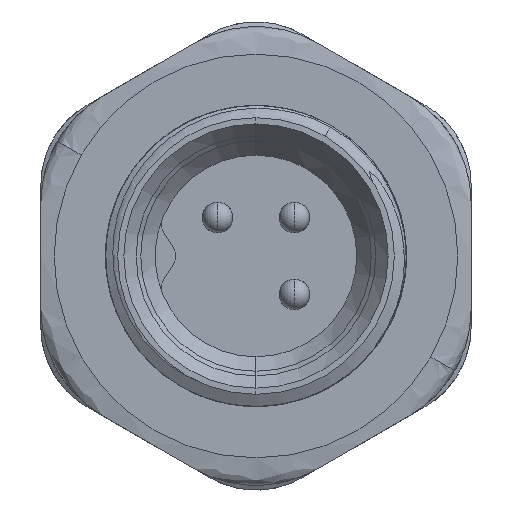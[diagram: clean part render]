
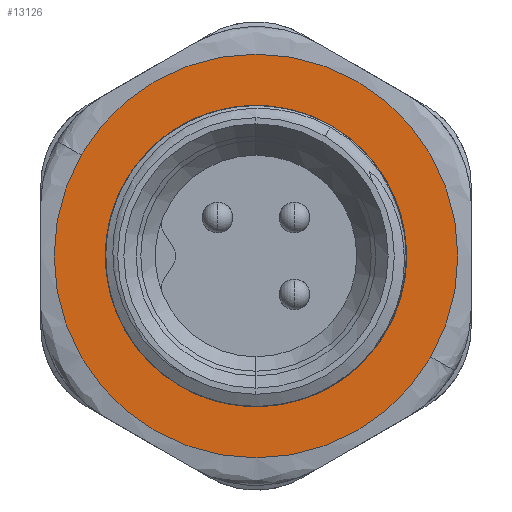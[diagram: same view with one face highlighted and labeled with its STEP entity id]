
A CAD part, left-side view. The second image highlights one B-rep face of the part: STEP entity #13126.
In plain terms, the highlighted planar face has unit normal (-1, 0, 0).
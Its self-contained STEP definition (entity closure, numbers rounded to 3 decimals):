
#25 = ORIENTED_EDGE ( 'NONE', *, *, #10651, .F. ) ;
#177 = DIRECTION ( 'NONE',  ( -1., 0., 0. ) ) ;
#272 = ORIENTED_EDGE ( 'NONE', *, *, #17448, .T. ) ;
#1143 = CARTESIAN_POINT ( 'NONE',  ( 4.24, 0., 0. ) ) ;
#1280 = DIRECTION ( 'NONE',  ( 0., 0., 1. ) ) ;
#2881 = FACE_OUTER_BOUND ( 'NONE', #20666, .T. ) ;
#3964 = CIRCLE ( 'NONE', #15111, 3.285 ) ;
#5288 = FACE_BOUND ( 'NONE', #16433, .T. ) ;
#6034 = AXIS2_PLACEMENT_3D ( 'NONE', #1143, #17877, #1280 ) ;
#6641 = ORIENTED_EDGE ( 'NONE', *, *, #10152, .T. ) ;
#6901 = EDGE_CURVE ( 'NONE', #24254, #13420, #21835, .T. ) ;
#6973 = DIRECTION ( 'NONE',  ( -1., 0., 0. ) ) ;
#8042 = DIRECTION ( 'NONE',  ( -1., 0., 0. ) ) ;
#8453 = DIRECTION ( 'NONE',  ( 0., 0., -1. ) ) ;
#8596 = CARTESIAN_POINT ( 'NONE',  ( 4.24, 0., 2.3 ) ) ;
#8609 = CIRCLE ( 'NONE', #12038, 2.3 ) ;
#8910 = ORIENTED_EDGE ( 'NONE', *, *, #6901, .F. ) ;
#9395 = DIRECTION ( 'NONE',  ( 0., 0., -1. ) ) ;
#10152 = EDGE_CURVE ( 'NONE', #24170, #17156, #16735, .T. ) ;
#10651 = EDGE_CURVE ( 'NONE', #13420, #24254, #8609, .T. ) ;
#10928 = CARTESIAN_POINT ( 'NONE',  ( 4.24, 0., -2.3 ) ) ;
#11909 = CARTESIAN_POINT ( 'NONE',  ( 4.24, 3.285, 0. ) ) ;
#12038 = AXIS2_PLACEMENT_3D ( 'NONE', #25346, #6973, #23334 ) ;
#13126 = ADVANCED_FACE ( 'NONE', ( #5288, #2881 ), #23510, .F. ) ;
#13292 = AXIS2_PLACEMENT_3D ( 'NONE', #23379, #17600, #9395 ) ;
#13420 = VERTEX_POINT ( 'NONE', #8596 ) ;
#13960 = CARTESIAN_POINT ( 'NONE',  ( 4.24, 0., 0. ) ) ;
#14684 = CARTESIAN_POINT ( 'NONE',  ( 4.24, -3.285, 0. ) ) ;
#15111 = AXIS2_PLACEMENT_3D ( 'NONE', #13960, #8042, #16387 ) ;
#16387 = DIRECTION ( 'NONE',  ( 0., 0., 1. ) ) ;
#16433 = EDGE_LOOP ( 'NONE', ( #8910, #25 ) ) ;
#16735 = CIRCLE ( 'NONE', #6034, 3.285 ) ;
#17156 = VERTEX_POINT ( 'NONE', #14684 ) ;
#17448 = EDGE_CURVE ( 'NONE', #17156, #24170, #3964, .T. ) ;
#17600 = DIRECTION ( 'NONE',  ( 1., 0., 0. ) ) ;
#17877 = DIRECTION ( 'NONE',  ( -1., 0., 0. ) ) ;
#20666 = EDGE_LOOP ( 'NONE', ( #6641, #272 ) ) ;
#21835 = CIRCLE ( 'NONE', #23973, 2.3 ) ;
#23334 = DIRECTION ( 'NONE',  ( 0., 0., -1. ) ) ;
#23379 = CARTESIAN_POINT ( 'NONE',  ( 4.24, 0., 0. ) ) ;
#23510 = PLANE ( 'NONE',  #13292 ) ;
#23973 = AXIS2_PLACEMENT_3D ( 'NONE', #25093, #177, #8453 ) ;
#24170 = VERTEX_POINT ( 'NONE', #11909 ) ;
#24254 = VERTEX_POINT ( 'NONE', #10928 ) ;
#25093 = CARTESIAN_POINT ( 'NONE',  ( 4.24, 0., 0. ) ) ;
#25346 = CARTESIAN_POINT ( 'NONE',  ( 4.24, 0., 0. ) ) ;
